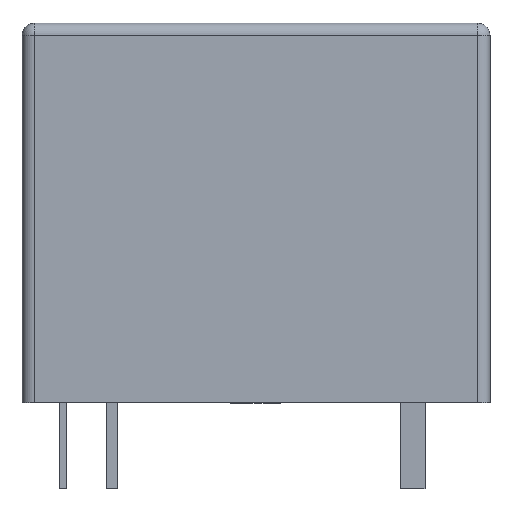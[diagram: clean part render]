
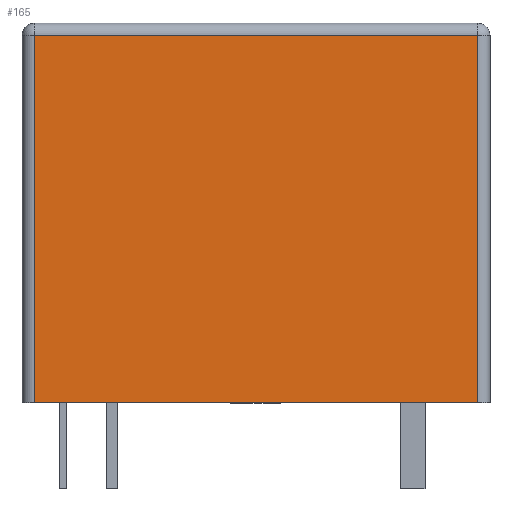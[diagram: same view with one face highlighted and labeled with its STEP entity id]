
A CAD part, front view. The second image highlights one B-rep face of the part: STEP entity #165.
In plain terms, the highlighted planar face has unit normal (0, -1, 0).
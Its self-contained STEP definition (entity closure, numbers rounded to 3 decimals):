
#165 = ADVANCED_FACE ( 'NONE', ( #9237 ), #10504, .F. ) ;
#362 = CARTESIAN_POINT ( 'NONE',  ( 9., -7.75, 0. ) ) ;
#1022 = EDGE_CURVE ( 'NONE', #12390, #13381, #13887, .T. ) ;
#1284 = LINE ( 'NONE', #13313, #14125 ) ;
#1563 = ORIENTED_EDGE ( 'NONE', *, *, #3429, .T. ) ;
#2185 = LINE ( 'NONE', #5476, #13041 ) ;
#2199 = VERTEX_POINT ( 'NONE', #2894 ) ;
#2544 = DIRECTION ( 'NONE',  ( -1., 0., 0. ) ) ;
#2712 = CARTESIAN_POINT ( 'NONE',  ( 9., -7.75, 14.9 ) ) ;
#2894 = CARTESIAN_POINT ( 'NONE',  ( -9., -7.75, 14.9 ) ) ;
#2995 = EDGE_CURVE ( 'NONE', #13381, #13687, #7766, .T. ) ;
#3201 = VECTOR ( 'NONE', #7607, 1000. ) ;
#3230 = CARTESIAN_POINT ( 'NONE',  ( -9.5, -7.75, 0. ) ) ;
#3429 = EDGE_CURVE ( 'NONE', #2199, #12390, #2185, .T. ) ;
#4314 = EDGE_LOOP ( 'NONE', ( #12636, #7302, #14200, #1563 ) ) ;
#5476 = CARTESIAN_POINT ( 'NONE',  ( -9., -7.75, 15.4 ) ) ;
#5588 = DIRECTION ( 'NONE',  ( 1., 0., 0. ) ) ;
#6505 = CARTESIAN_POINT ( 'NONE',  ( 9., -7.75, 15.4 ) ) ;
#7263 = DIRECTION ( 'NONE',  ( 0., 1., 0. ) ) ;
#7302 = ORIENTED_EDGE ( 'NONE', *, *, #2995, .T. ) ;
#7607 = DIRECTION ( 'NONE',  ( 0., 0., 1. ) ) ;
#7766 = LINE ( 'NONE', #6505, #3201 ) ;
#9237 = FACE_OUTER_BOUND ( 'NONE', #4314, .T. ) ;
#9406 = CARTESIAN_POINT ( 'NONE',  ( -9.5, -7.75, 15.4 ) ) ;
#10427 = DIRECTION ( 'NONE',  ( 0., 0., -1. ) ) ;
#10504 = PLANE ( 'NONE',  #15268 ) ;
#10637 = EDGE_CURVE ( 'NONE', #13687, #2199, #1284, .T. ) ;
#10724 = CARTESIAN_POINT ( 'NONE',  ( -9., -7.75, 0. ) ) ;
#10875 = DIRECTION ( 'NONE',  ( 0., 0., 1. ) ) ;
#10977 = VECTOR ( 'NONE', #5588, 1000. ) ;
#12390 = VERTEX_POINT ( 'NONE', #10724 ) ;
#12636 = ORIENTED_EDGE ( 'NONE', *, *, #1022, .T. ) ;
#13041 = VECTOR ( 'NONE', #10427, 1000. ) ;
#13313 = CARTESIAN_POINT ( 'NONE',  ( -9.5, -7.75, 14.9 ) ) ;
#13381 = VERTEX_POINT ( 'NONE', #362 ) ;
#13687 = VERTEX_POINT ( 'NONE', #2712 ) ;
#13887 = LINE ( 'NONE', #3230, #10977 ) ;
#14125 = VECTOR ( 'NONE', #2544, 1000. ) ;
#14200 = ORIENTED_EDGE ( 'NONE', *, *, #10637, .T. ) ;
#15268 = AXIS2_PLACEMENT_3D ( 'NONE', #9406, #7263, #10875 ) ;
